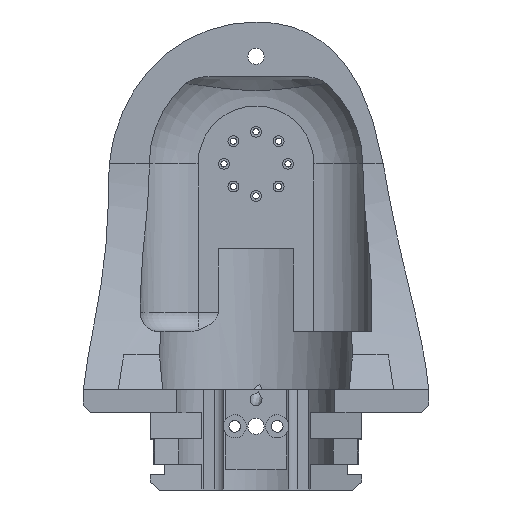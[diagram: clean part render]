
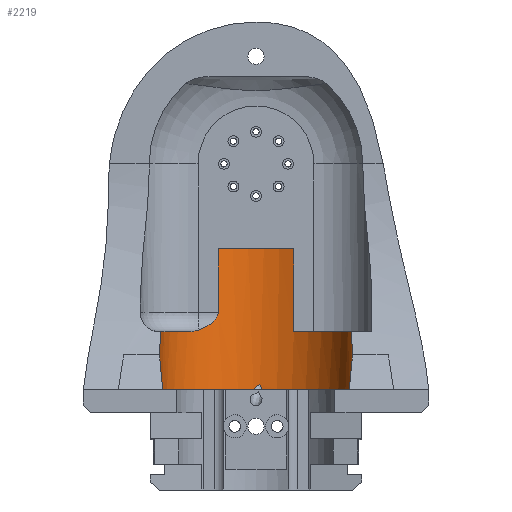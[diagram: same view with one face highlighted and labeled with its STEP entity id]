
A CAD part, front view. The second image highlights one B-rep face of the part: STEP entity #2219.
In plain terms, the highlighted cylindrical face has radius 25 mm (diameter 50 mm), a partial arc.
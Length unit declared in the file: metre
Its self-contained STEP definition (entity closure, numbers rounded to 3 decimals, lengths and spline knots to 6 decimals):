
#94=CIRCLE('',#2423,0.025);
#95=CIRCLE('',#2424,0.025);
#96=CIRCLE('',#2425,0.025);
#97=CIRCLE('',#2426,0.025);
#98=CIRCLE('',#2427,0.025);
#157=CYLINDRICAL_SURFACE('',#2422,0.025);
#282=LINE('',#4790,#407);
#283=LINE('',#4794,#408);
#407=VECTOR('',#2861,1.);
#408=VECTOR('',#2864,1.);
#832=ORIENTED_EDGE('',*,*,#1356,.T.);
#833=ORIENTED_EDGE('',*,*,#1357,.T.);
#834=ORIENTED_EDGE('',*,*,#1358,.T.);
#835=ORIENTED_EDGE('',*,*,#1355,.F.);
#836=ORIENTED_EDGE('',*,*,#1255,.F.);
#837=ORIENTED_EDGE('',*,*,#1359,.F.);
#838=ORIENTED_EDGE('',*,*,#1360,.F.);
#839=ORIENTED_EDGE('',*,*,#1361,.F.);
#840=ORIENTED_EDGE('',*,*,#1362,.T.);
#841=ORIENTED_EDGE('',*,*,#1363,.T.);
#842=ORIENTED_EDGE('',*,*,#1364,.T.);
#843=ORIENTED_EDGE('',*,*,#1365,.F.);
#844=ORIENTED_EDGE('',*,*,#1352,.F.);
#845=ORIENTED_EDGE('',*,*,#1264,.F.);
#846=ORIENTED_EDGE('',*,*,#1366,.T.);
#1255=EDGE_CURVE('',#1546,#1547,#1695,.T.);
#1264=EDGE_CURVE('',#1554,#1556,#1699,.T.);
#1352=EDGE_CURVE('',#1556,#1613,#1736,.T.);
#1355=EDGE_CURVE('',#1547,#1550,#1739,.T.);
#1356=EDGE_CURVE('',#1617,#1618,#1740,.T.);
#1357=EDGE_CURVE('',#1618,#1619,#1741,.T.);
#1358=EDGE_CURVE('',#1619,#1550,#94,.T.);
#1359=EDGE_CURVE('',#1620,#1546,#95,.T.);
#1360=EDGE_CURVE('',#1621,#1620,#282,.T.);
#1361=EDGE_CURVE('',#1622,#1621,#96,.T.);
#1362=EDGE_CURVE('',#1622,#1623,#283,.T.);
#1363=EDGE_CURVE('',#1623,#1624,#1742,.F.);
#1364=EDGE_CURVE('',#1624,#1625,#1743,.F.);
#1365=EDGE_CURVE('',#1613,#1625,#97,.T.);
#1366=EDGE_CURVE('',#1554,#1617,#98,.T.);
#1546=VERTEX_POINT('',#3555);
#1547=VERTEX_POINT('',#3560);
#1550=VERTEX_POINT('',#3569);
#1554=VERTEX_POINT('',#3598);
#1556=VERTEX_POINT('',#3604);
#1613=VERTEX_POINT('',#4726);
#1617=VERTEX_POINT('',#4780);
#1618=VERTEX_POINT('',#4781);
#1619=VERTEX_POINT('',#4786);
#1620=VERTEX_POINT('',#4789);
#1621=VERTEX_POINT('',#4791);
#1622=VERTEX_POINT('',#4793);
#1623=VERTEX_POINT('',#4795);
#1624=VERTEX_POINT('',#4803);
#1625=VERTEX_POINT('',#4808);
#1695=B_SPLINE_CURVE_WITH_KNOTS('',3,(#3556,#3557,#3558,#3559),
 .UNSPECIFIED.,.F.,.F.,(4,4),(0.,0.006998),.UNSPECIFIED.);
#1699=B_SPLINE_CURVE_WITH_KNOTS('',3,(#3600,#3601,#3602,#3603),
 .UNSPECIFIED.,.F.,.F.,(4,4),(0.,0.011034),.UNSPECIFIED.);
#1736=B_SPLINE_CURVE_WITH_KNOTS('',3,(#4749,#4750,#4751,#4752),
 .UNSPECIFIED.,.F.,.F.,(4,4),(0.011006,0.018003),
 .UNSPECIFIED.);
#1739=B_SPLINE_CURVE_WITH_KNOTS('',3,(#4771,#4772,#4773,#4774),
 .UNSPECIFIED.,.F.,.F.,(4,4),(0.,0.011035),.UNSPECIFIED.);
#1740=B_SPLINE_CURVE_WITH_KNOTS('',3,(#4776,#4777,#4778,#4779),
 .UNSPECIFIED.,.F.,.F.,(4,4),(0.,0.002226),
 .UNSPECIFIED.);
#1741=B_SPLINE_CURVE_WITH_KNOTS('',3,(#4782,#4783,#4784,#4785),
 .UNSPECIFIED.,.F.,.F.,(4,4),(0.,0.001533),
 .UNSPECIFIED.);
#1742=B_SPLINE_CURVE_WITH_KNOTS('',3,(#4796,#4797,#4798,#4799,#4800,#4801,
#4802),.UNSPECIFIED.,.F.,.F.,(4,1,1,1,4),(0.,0.001978,0.003957,
0.005935,0.007914),.UNSPECIFIED.);
#1743=B_SPLINE_CURVE_WITH_KNOTS('',3,(#4804,#4805,#4806,#4807),
 .UNSPECIFIED.,.F.,.F.,(4,4),(0.,0.003649),.UNSPECIFIED.);
#1829=EDGE_LOOP('',(#832,#833,#834,#835,#836,#837,#838,#839,#840,#841,#842,
#843,#844,#845,#846));
#2030=FACE_BOUND('',#1829,.T.);
#2219=ADVANCED_FACE('',(#2030),#157,.F.);
#2422=AXIS2_PLACEMENT_3D('',#4775,#2855,#2856);
#2423=AXIS2_PLACEMENT_3D('',#4787,#2857,#2858);
#2424=AXIS2_PLACEMENT_3D('',#4788,#2859,#2860);
#2425=AXIS2_PLACEMENT_3D('',#4792,#2862,#2863);
#2426=AXIS2_PLACEMENT_3D('',#4809,#2865,#2866);
#2427=AXIS2_PLACEMENT_3D('',#4810,#2867,#2868);
#2855=DIRECTION('',(0.,0.,-1.));
#2856=DIRECTION('',(-1.,0.,0.));
#2857=DIRECTION('',(0.,0.,-1.));
#2858=DIRECTION('',(-1.,0.,0.));
#2859=DIRECTION('',(0.,0.,-1.));
#2860=DIRECTION('',(-1.,0.,0.));
#2861=DIRECTION('',(0.,0.,-1.));
#2862=DIRECTION('',(0.,0.,-1.));
#2863=DIRECTION('',(-1.,0.,0.));
#2864=DIRECTION('',(0.,0.,-1.));
#2865=DIRECTION('',(0.,0.,-1.));
#2866=DIRECTION('',(-1.,0.,0.));
#2867=DIRECTION('',(0.,0.,-1.));
#2868=DIRECTION('',(-1.,0.,0.));
#3555=CARTESIAN_POINT('',(0.024738,0.014607,0.031));
#3556=CARTESIAN_POINT('',(0.024738,0.014607,0.031));
#3557=CARTESIAN_POINT('',(0.024907,0.013449,0.028961));
#3558=CARTESIAN_POINT('',(0.025001,0.012235,0.026962));
#3559=CARTESIAN_POINT('',(0.025,0.010972,0.025));
#3560=CARTESIAN_POINT('',(0.025,0.010972,0.025));
#3569=CARTESIAN_POINT('',(0.024184,0.004666,0.016));
#3598=CARTESIAN_POINT('',(-0.024184,0.004666,0.016));
#3600=CARTESIAN_POINT('',(-0.024184,0.004666,0.016));
#3601=CARTESIAN_POINT('',(-0.024759,0.00686,0.018897));
#3602=CARTESIAN_POINT('',(-0.024998,0.00898,0.021907));
#3603=CARTESIAN_POINT('',(-0.025,0.010972,0.025));
#3604=CARTESIAN_POINT('',(-0.025,0.010972,0.025));
#4726=CARTESIAN_POINT('',(-0.024738,0.014607,0.031));
#4749=CARTESIAN_POINT('',(-0.025,0.010972,0.025));
#4750=CARTESIAN_POINT('',(-0.025001,0.012235,0.026962));
#4751=CARTESIAN_POINT('',(-0.024907,0.013449,0.028961));
#4752=CARTESIAN_POINT('',(-0.024738,0.014607,0.031));
#4771=CARTESIAN_POINT('',(0.025,0.010972,0.025));
#4772=CARTESIAN_POINT('',(0.024998,0.00898,0.021907));
#4773=CARTESIAN_POINT('',(0.024759,0.00686,0.018897));
#4774=CARTESIAN_POINT('',(0.024184,0.004666,0.016));
#4775=CARTESIAN_POINT('',(0.,0.011,0.031));
#4776=CARTESIAN_POINT('',(-0.000661,0.035991,0.016));
#4777=CARTESIAN_POINT('',(-0.000081,0.036007,0.016463));
#4778=CARTESIAN_POINT('',(0.000491,0.036001,0.016937));
#4779=CARTESIAN_POINT('',(0.001032,0.035979,0.017444));
#4780=CARTESIAN_POINT('',(-0.000661,0.035991,0.016));
#4781=CARTESIAN_POINT('',(0.001032,0.035979,0.017444));
#4782=CARTESIAN_POINT('',(0.001032,0.035979,0.017444));
#4783=CARTESIAN_POINT('',(0.001181,0.035973,0.016955));
#4784=CARTESIAN_POINT('',(0.001357,0.035964,0.016475));
#4785=CARTESIAN_POINT('',(0.001546,0.035952,0.016));
#4786=CARTESIAN_POINT('',(0.001546,0.035952,0.016));
#4787=CARTESIAN_POINT('',(0.,0.011,0.016));
#4788=CARTESIAN_POINT('',(0.,0.011,0.031));
#4789=CARTESIAN_POINT('',(0.009798,0.034,0.031));
#4790=CARTESIAN_POINT('',(0.009798,0.034,0.0745));
#4791=CARTESIAN_POINT('',(0.009798,0.034,0.0525));
#4792=CARTESIAN_POINT('',(0.,0.011,0.0525));
#4793=CARTESIAN_POINT('',(-0.009798,0.034,0.0525));
#4794=CARTESIAN_POINT('',(-0.009798,0.034,0.0745));
#4795=CARTESIAN_POINT('',(-0.009798,0.034,0.036));
#4796=CARTESIAN_POINT('',(-0.015,0.031,0.031417));
#4797=CARTESIAN_POINT('',(-0.014482,0.031388,0.031587));
#4798=CARTESIAN_POINT('',(-0.01345,0.0321,0.032011));
#4799=CARTESIAN_POINT('',(-0.011919,0.032999,0.03291));
#4800=CARTESIAN_POINT('',(-0.01047,0.033717,0.034101));
#4801=CARTESIAN_POINT('',(-0.009798,0.034,0.035325));
#4802=CARTESIAN_POINT('',(-0.009798,0.034,0.036));
#4803=CARTESIAN_POINT('',(-0.015,0.031,0.031417));
#4804=CARTESIAN_POINT('',(-0.017737,0.028618,0.031));
#4805=CARTESIAN_POINT('',(-0.016866,0.029495,0.031));
#4806=CARTESIAN_POINT('',(-0.015948,0.030289,0.031107));
#4807=CARTESIAN_POINT('',(-0.015,0.031,0.031417));
#4808=CARTESIAN_POINT('',(-0.017737,0.028618,0.031));
#4809=CARTESIAN_POINT('',(0.,0.011,0.031));
#4810=CARTESIAN_POINT('',(0.,0.011,0.016));
